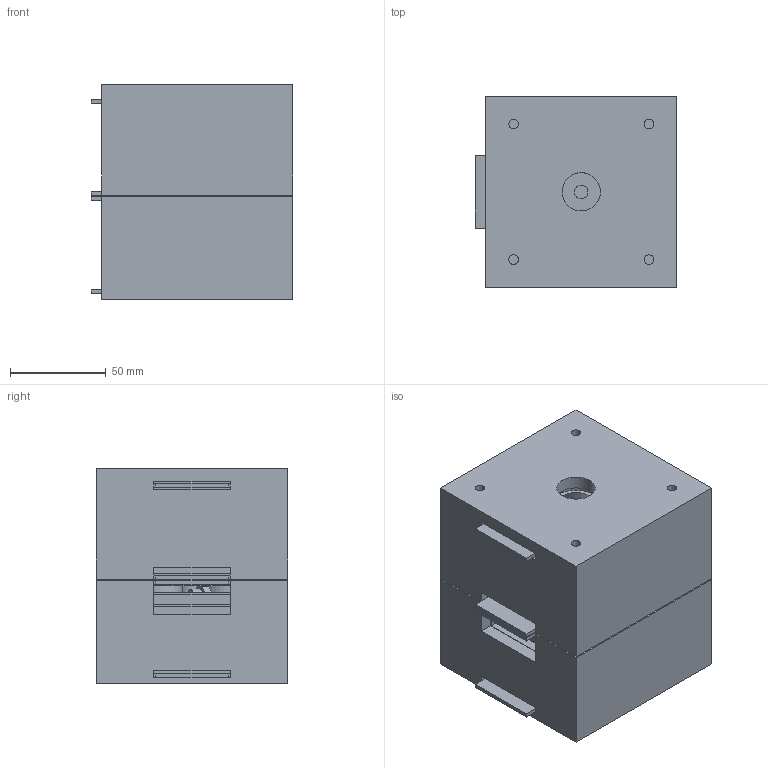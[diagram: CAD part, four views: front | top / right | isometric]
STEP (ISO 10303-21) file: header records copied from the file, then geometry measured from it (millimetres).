
FILE_DESCRIPTION(/* description */ (''),/* implementation_level */ '2;1');
FILE_NAME(/* name */ 'LEM_Mirion_Ametek_VetoChannel v4 v1.step',/* time_stamp */ '2023-08-23T13:17:46+02:00',/* author */ (''),/* organization */ (''),/* preprocessor_version */ 'ST-DEVELOPER v20',/* originating_system */ 'Autodesk Translation Framework v12.9.0.99',/* authorisation */ '');
FILE_SCHEMA (('AUTOMOTIVE_DESIGN { 1 0 10303 214 3 1 1 }'));
Length unit declared in the file: millimetre
Products named in the file (47): LEM_Mirion_Ametek_VetoChannel v4; AlBottom; SiliconDetector_Thin; BakeliteBoardBottom; BakeliteBoardCalo; Calo; PlasticVetoTop; SiliconDetector_Thin (2); AlFrame_Thin (1); AlFrame_Thin (2); SiliconDetector_Thin (3); SiliconDetector_Thin (1); AlFrame_Thick (2); AlFrame_Thick (1); AlFrame_Thick (4); BakeliteCable_Thick (3); BakeliteCable_Thick; SiliconDetector_Thick (2); SiliconDetector_Thick (4); AlScrew_Thick (2); SiliconDetector_Thick (1); AlScrew_Thick (1); AlScrew_Thick (4); BakeliteCable_Thick (4); BakeliteCable_Thick (1); AlCoverLower; BakeliteCable_Thick (2); AlFrame_Thick; SiliconDetector_Thick; AlScrew_Thick (3); AlScrew_Thick; SiliconDetector_Thick (3); AlFrame_Thin (3); AlScrew; AlTop; AlScrew (3); AlScrew (1); BakeliteBoardMiddleUpper; BakeliteBoardTop; AlScrew (2) ...
Assembly tree (46 placements, depth 2):
  LEM_Mirion_Ametek_VetoChannel v4
    AlBottom
    SiliconDetector_Thin
    BakeliteBoardBottom
    BakeliteBoardCalo
    Calo
    PlasticVetoTop
    SiliconDetector_Thin (2)
    AlFrame_Thin (1)
    AlFrame_Thin (2)
    SiliconDetector_Thin (3)
    SiliconDetector_Thin (1)
    AlFrame_Thick (2)
    AlFrame_Thick (1)
    AlFrame_Thick (4)
    BakeliteCable_Thick (3)
    BakeliteCable_Thick
    SiliconDetector_Thick (2)
    SiliconDetector_Thick (4)
    AlScrew_Thick (2)
    SiliconDetector_Thick (1)
    AlScrew_Thick (1)
    AlScrew_Thick (4)
    BakeliteCable_Thick (4)
    BakeliteCable_Thick (1)
    AlCoverLower
    BakeliteCable_Thick (2)
    AlFrame_Thick
    SiliconDetector_Thick
    AlScrew_Thick (3)
    AlScrew_Thick
    SiliconDetector_Thick (3)
    AlFrame_Thin (3)
    AlScrew
    AlTop
    AlScrew (3)
    AlScrew (1)
    BakeliteBoardMiddleUpper
    BakeliteBoardTop
    AlScrew (2)
    BakeliteBoardMiddleLower
    PlasticVetoBottom
    AlCoverUpper
    AlFrame_Thin
    AlFrame_Thick (3)
    SiliconDetector_Thin (4)
    AlFrame_Thin (4)
Bounding box: 105.5 x 100 x 112.7 mm (x, y, z)
Volume: 892961.5 mm3; surface area: 339252.3 mm2
Topology: 46 solids, 46 shells, 469 faces, 1083 edges, 722 vertices
Faces by surface type: plane 309, cylinder 159, cone 1
Full cylindrical faces by diameter (mm): 4.4 x1, 4.492 x4, 4.98 x4, 5 x41, 5.092 x4, 7 x1, 7.6 x1, 8 x3, 9 x1, 12 x4, 12.8 x1, 13.2 x1, 13.4 x4, 13.8 x12, 14 x1, 14.863 x1, 15.2 x1, 15.8 x4, 16 x1, 16.2 x1, 17.4 x1, 19.4 x1, 20 x9, 21.931 x4, 22 x4, 22.8 x4, 23 x4, 24 x1, 24.1 x8, 26.1 x4
Entity records: 15389 total; most frequent: CARTESIAN_POINT 2542, DIRECTION 2537, ORIENTED_EDGE 2166, EDGE_CURVE 1083, AXIS2_PLACEMENT_3D 907, LINE 723, VECTOR 723, VERTEX_POINT 722
